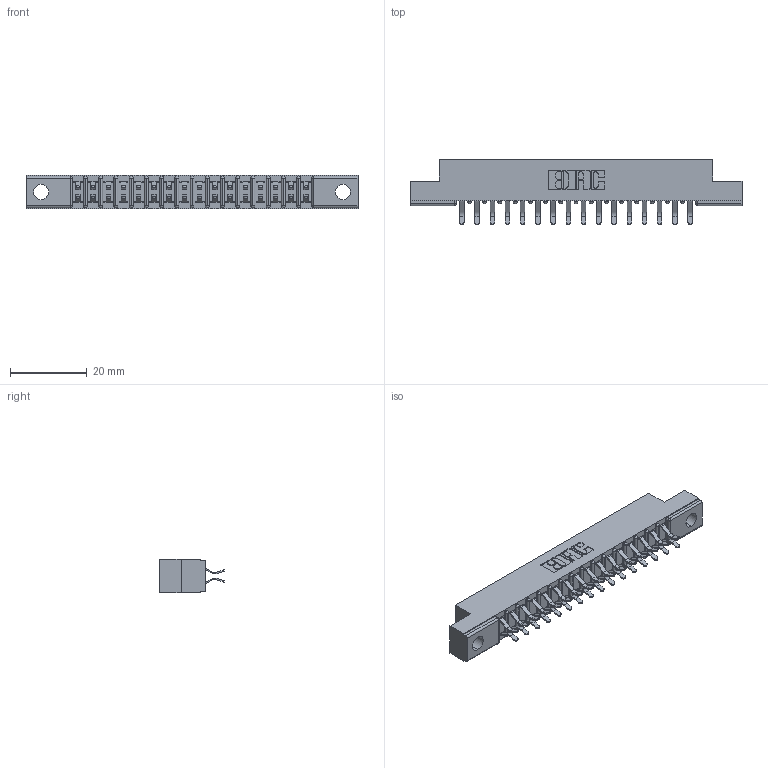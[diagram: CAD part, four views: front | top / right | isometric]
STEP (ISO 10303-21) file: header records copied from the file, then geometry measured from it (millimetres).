
FILE_DESCRIPTION (( 'STEP AP203' ), '1' );
FILE_NAME ('307-032-556-204.STEP', '2019-09-06T01:49:24', ( '' ), ( '' ), 'SwSTEP 2.0', 'SolidWorks 2016', '' );
FILE_SCHEMA (( 'CONFIG_CONTROL_DESIGN' ));
Length unit declared in the file: inch
Products named in the file (3): 307 Part_.156 Dia Mounting Holes; 307-032-556-204; 307-290-001_556
Assembly tree (33 placements, depth 2):
  307-032-556-204
    307 Part_.156 Dia Mounting Holes
    307-290-001_556  x32
Bounding box: 86.41 x 16.97 x 8.71 mm (x, y, z)
Volume: 5541.1 mm3; surface area: 9330.5 mm2
Topology: 33 solids, 33 shells, 1749 faces, 4903 edges, 3178 vertices
Faces by surface type: plane 1140, cylinder 575, sphere 34
Entity records: 17956 total; most frequent: CARTESIAN_POINT 2950, ORIENTED_EDGE 2918, DIRECTION 2893, EDGE_CURVE 1459, VECTOR 1115, LINE 1115, VERTEX_POINT 946, AXIS2_PLACEMENT_3D 889
